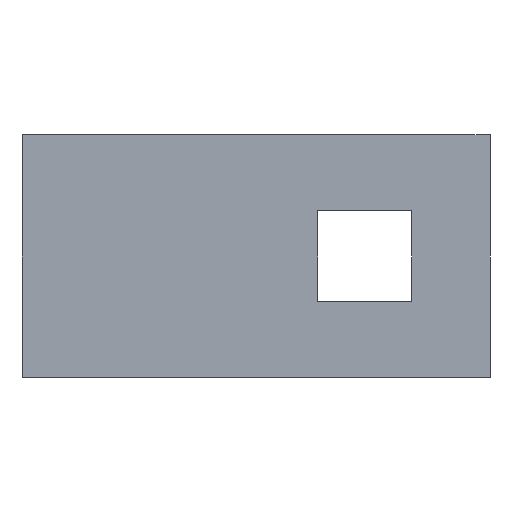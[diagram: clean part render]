
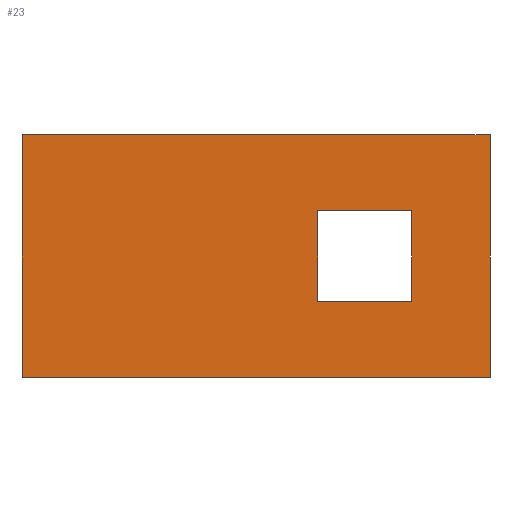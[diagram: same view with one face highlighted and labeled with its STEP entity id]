
A CAD part, front view. The second image highlights one B-rep face of the part: STEP entity #23.
In plain terms, the highlighted planar face has unit normal (0, -1, 0).
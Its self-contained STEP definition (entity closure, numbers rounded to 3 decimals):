
#23=ADVANCED_FACE('',(#40,#38),#231,.T.);
#38=FACE_BOUND('',#56,.T.);
#40=FACE_OUTER_BOUND('',#55,.T.);
#55=EDGE_LOOP('',(#72,#73,#74,#75));
#56=EDGE_LOOP('',(#76,#77,#78,#79));
#72=ORIENTED_EDGE('',*,*,#138,.T.);
#73=ORIENTED_EDGE('',*,*,#139,.T.);
#74=ORIENTED_EDGE('',*,*,#140,.F.);
#75=ORIENTED_EDGE('',*,*,#141,.F.);
#76=ORIENTED_EDGE('',*,*,#151,.T.);
#77=ORIENTED_EDGE('',*,*,#152,.T.);
#78=ORIENTED_EDGE('',*,*,#153,.T.);
#79=ORIENTED_EDGE('',*,*,#154,.T.);
#138=EDGE_CURVE('',#206,#207,#180,.T.);
#139=EDGE_CURVE('',#207,#208,#181,.T.);
#140=EDGE_CURVE('',#209,#208,#182,.T.);
#141=EDGE_CURVE('',#206,#209,#183,.T.);
#151=EDGE_CURVE('',#212,#213,#193,.T.);
#152=EDGE_CURVE('',#213,#214,#194,.T.);
#153=EDGE_CURVE('',#214,#215,#195,.T.);
#154=EDGE_CURVE('',#215,#212,#196,.T.);
#180=B_SPLINE_CURVE_WITH_KNOTS('',1,(#330,#331),.UNSPECIFIED.,.F.,.F.,(2,
2),(0.,104.466),.UNSPECIFIED.);
#181=B_SPLINE_CURVE_WITH_KNOTS('',1,(#332,#333),.UNSPECIFIED.,.F.,.F.,(2,
2),(0.,54.073),.UNSPECIFIED.);
#182=B_SPLINE_CURVE_WITH_KNOTS('',1,(#334,#335),.UNSPECIFIED.,.F.,.F.,(2,
2),(0.,104.466),.UNSPECIFIED.);
#183=B_SPLINE_CURVE_WITH_KNOTS('',1,(#336,#337),.UNSPECIFIED.,.F.,.F.,(2,
2),(0.,54.073),.UNSPECIFIED.);
#193=B_SPLINE_CURVE_WITH_KNOTS('',1,(#356,#357),.UNSPECIFIED.,.F.,.F.,(2,
2),(-20.141,0.),.UNSPECIFIED.);
#194=B_SPLINE_CURVE_WITH_KNOTS('',1,(#358,#359),.UNSPECIFIED.,.F.,.F.,(2,
2),(-21.017,0.),.UNSPECIFIED.);
#195=B_SPLINE_CURVE_WITH_KNOTS('',1,(#360,#361),.UNSPECIFIED.,.F.,.F.,(2,
2),(-20.141,0.),.UNSPECIFIED.);
#196=B_SPLINE_CURVE_WITH_KNOTS('',1,(#362,#363),.UNSPECIFIED.,.F.,.F.,(2,
2),(-21.017,0.),.UNSPECIFIED.);
#206=VERTEX_POINT('',#312);
#207=VERTEX_POINT('',#313);
#208=VERTEX_POINT('',#314);
#209=VERTEX_POINT('',#315);
#212=VERTEX_POINT('',#318);
#213=VERTEX_POINT('',#319);
#214=VERTEX_POINT('',#320);
#215=VERTEX_POINT('',#321);
#231=PLANE('',#263);
#263=AXIS2_PLACEMENT_3D('',#296,#279,$);
#279=DIRECTION('',(0.,-1.,0.));
#296=CARTESIAN_POINT('',(-40.04,-12.371,0.));
#312=CARTESIAN_POINT('',(-40.04,-12.371,0.));
#313=CARTESIAN_POINT('',(64.426,-12.371,0.));
#314=CARTESIAN_POINT('',(64.426,-12.371,54.073));
#315=CARTESIAN_POINT('',(-40.04,-12.371,54.073));
#318=CARTESIAN_POINT('',(25.932,-12.371,16.966));
#319=CARTESIAN_POINT('',(25.932,-12.371,37.107));
#320=CARTESIAN_POINT('',(46.949,-12.371,37.107));
#321=CARTESIAN_POINT('',(46.949,-12.371,16.966));
#330=CARTESIAN_POINT('',(-40.04,-12.371,0.));
#331=CARTESIAN_POINT('',(64.426,-12.371,0.));
#332=CARTESIAN_POINT('',(64.426,-12.371,0.));
#333=CARTESIAN_POINT('',(64.426,-12.371,54.073));
#334=CARTESIAN_POINT('',(-40.04,-12.371,54.073));
#335=CARTESIAN_POINT('',(64.426,-12.371,54.073));
#336=CARTESIAN_POINT('',(-40.04,-12.371,0.));
#337=CARTESIAN_POINT('',(-40.04,-12.371,54.073));
#356=CARTESIAN_POINT('',(25.932,-12.371,16.966));
#357=CARTESIAN_POINT('',(25.932,-12.371,37.107));
#358=CARTESIAN_POINT('',(25.932,-12.371,37.107));
#359=CARTESIAN_POINT('',(46.949,-12.371,37.107));
#360=CARTESIAN_POINT('',(46.949,-12.371,37.107));
#361=CARTESIAN_POINT('',(46.949,-12.371,16.966));
#362=CARTESIAN_POINT('',(46.949,-12.371,16.966));
#363=CARTESIAN_POINT('',(25.932,-12.371,16.966));
